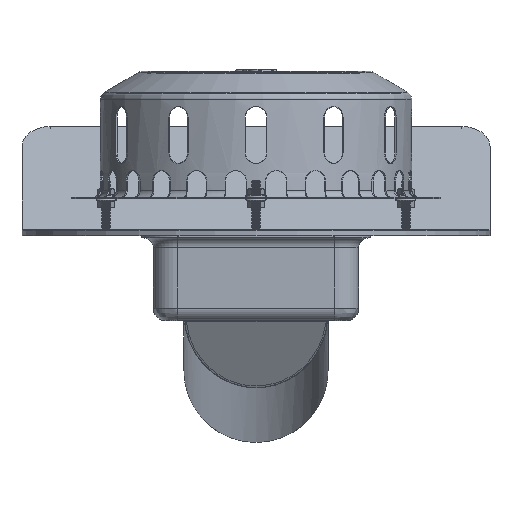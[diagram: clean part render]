
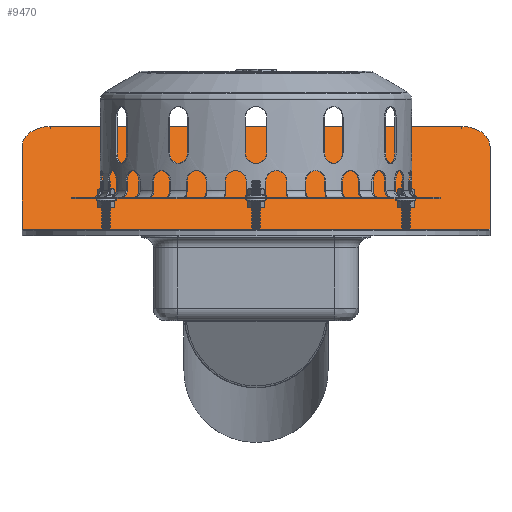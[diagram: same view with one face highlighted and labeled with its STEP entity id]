
A CAD part, left-side view. The second image highlights one B-rep face of the part: STEP entity #9470.
In plain terms, the highlighted planar face has unit normal (-0.707, 0, 0.707).
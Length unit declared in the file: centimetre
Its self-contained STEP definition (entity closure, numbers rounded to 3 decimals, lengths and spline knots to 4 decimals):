
#691=PLANE('',#10021);
#864=FACE_OUTER_BOUND('',#1396,.T.);
#1396=EDGE_LOOP('',(#6287,#6288,#6289,#6290,#6291,#6292));
#1962=LINE('',#13861,#2605);
#1972=LINE('',#13899,#2615);
#1978=LINE('',#13914,#2621);
#1979=LINE('',#13915,#2622);
#2605=VECTOR('',#11079,1.);
#2615=VECTOR('',#11115,1.);
#2621=VECTOR('',#11133,1.);
#2622=VECTOR('',#11134,1.);
#3252=CIRCLE('',#10008,20.);
#3254=CIRCLE('',#10011,20.);
#3763=VERTEX_POINT('',#13854);
#3766=VERTEX_POINT('',#13859);
#3772=VERTEX_POINT('',#13874);
#3773=VERTEX_POINT('',#13876);
#3776=VERTEX_POINT('',#13883);
#3777=VERTEX_POINT('',#13885);
#4730=EDGE_CURVE('',#3766,#3763,#1962,.T.);
#4737=EDGE_CURVE('',#3773,#3772,#3252,.T.);
#4741=EDGE_CURVE('',#3777,#3776,#3254,.T.);
#4748=EDGE_CURVE('',#3772,#3777,#1972,.T.);
#4756=EDGE_CURVE('',#3773,#3766,#1978,.T.);
#4757=EDGE_CURVE('',#3776,#3763,#1979,.T.);
#6287=ORIENTED_EDGE('',*,*,#4730,.F.);
#6288=ORIENTED_EDGE('',*,*,#4756,.F.);
#6289=ORIENTED_EDGE('',*,*,#4737,.T.);
#6290=ORIENTED_EDGE('',*,*,#4748,.T.);
#6291=ORIENTED_EDGE('',*,*,#4741,.T.);
#6292=ORIENTED_EDGE('',*,*,#4757,.T.);
#9470=ADVANCED_FACE('',(#864),#691,.F.);
#10008=AXIS2_PLACEMENT_3D('',#13877,#11093,#11094);
#10011=AXIS2_PLACEMENT_3D('',#13886,#11101,#11102);
#10021=AXIS2_PLACEMENT_3D('',#13913,#11131,#11132);
#11079=DIRECTION('',(0.,1.,0.));
#11093=DIRECTION('center_axis',(-0.707,0.,
0.707));
#11094=DIRECTION('ref_axis',(0.,-1.,0.));
#11101=DIRECTION('center_axis',(-0.707,0.,
0.707));
#11102=DIRECTION('ref_axis',(0.707,0.,0.707));
#11115=DIRECTION('',(0.,1.,0.));
#11131=DIRECTION('center_axis',(0.707,0.,
-0.707));
#11132=DIRECTION('ref_axis',(0.,1.,0.));
#11133=DIRECTION('',(-0.707,0.,-0.707));
#11134=DIRECTION('',(-0.707,0.,-0.707));
#13854=CARTESIAN_POINT('',(298.9289,165.,4.5858));
#13859=CARTESIAN_POINT('',(298.9289,-165.,4.5858));
#13861=CARTESIAN_POINT('',(298.9289,0.,4.5858));
#13874=CARTESIAN_POINT('',(371.4178,-145.,77.0746));
#13876=CARTESIAN_POINT('',(357.2756,-165.,62.9325));
#13877=CARTESIAN_POINT('Origin',(357.2756,-145.,62.9325));
#13883=CARTESIAN_POINT('',(357.2756,165.,62.9325));
#13885=CARTESIAN_POINT('',(371.4178,145.,77.0746));
#13886=CARTESIAN_POINT('Origin',(357.2756,145.,62.9325));
#13899=CARTESIAN_POINT('',(371.4178,-145.,77.0746));
#13913=CARTESIAN_POINT('Origin',(331.5477,0.,
37.2045));
#13914=CARTESIAN_POINT('',(296.6863,-165.,2.3431));
#13915=CARTESIAN_POINT('',(357.2756,165.,62.9325));
